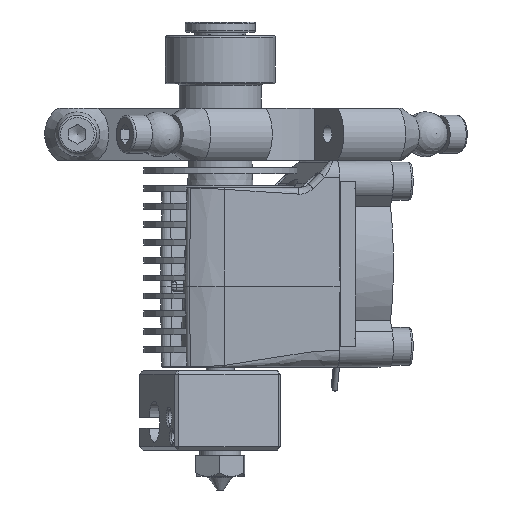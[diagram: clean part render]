
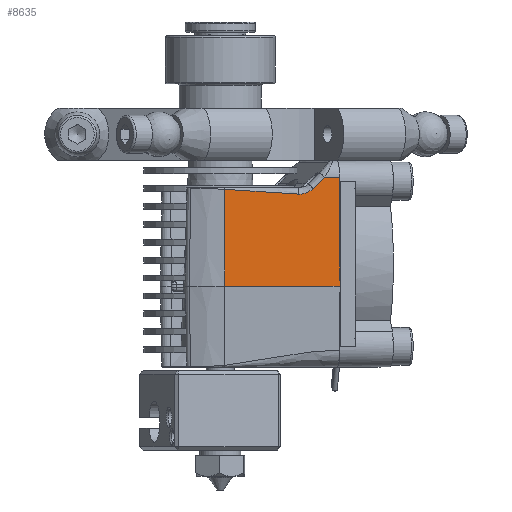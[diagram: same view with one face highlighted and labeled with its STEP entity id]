
A CAD part, left-side view. The second image highlights one B-rep face of the part: STEP entity #8635.
In plain terms, the highlighted face is planar.
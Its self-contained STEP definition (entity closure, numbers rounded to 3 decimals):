
#252=ELLIPSE('',#9680,2.556,2.211);
#384=B_SPLINE_CURVE_WITH_KNOTS('',3,(#16450,#16451,#16452,#16453),
 .UNSPECIFIED.,.F.,.F.,(4,4),(0.,1.),.UNSPECIFIED.);
#385=B_SPLINE_CURVE_WITH_KNOTS('',3,(#16457,#16458,#16459,#16460,#16461,
#16462,#16463,#16464,#16465,#16466,#16467,#16468,#16469,#16470,#16471,#16472,
#16473,#16474,#16475,#16476,#16477,#16478,#16479,#16480,#16481,#16482,#16483,
#16484,#16485,#16486,#16487,#16488,#16489,#16490,#16491,#16492,#16493,#16494,
#16495,#16496),.UNSPECIFIED.,.F.,.F.,(4,3,3,3,3,3,3,3,3,3,3,3,3,4),(0.,
0.248,0.25,0.5,0.502,
0.594,0.602,0.676,0.713,
0.731,0.741,0.748,0.75,
1.),.UNSPECIFIED.);
#621=LINE('',#15616,#1060);
#667=LINE('',#16444,#1106);
#669=LINE('',#16448,#1108);
#670=LINE('',#16497,#1109);
#1060=VECTOR('',#11623,1000.);
#1106=VECTOR('',#11737,1000.);
#1108=VECTOR('',#11741,1000.);
#1109=VECTOR('',#11744,1000.);
#1691=PLANE('',#9679);
#2586=FACE_OUTER_BOUND('',#3356,.T.);
#3356=EDGE_LOOP('',(#7383,#7384,#7385,#7386,#7387,#7388,#7389));
#4554=VERTEX_POINT('',#15613);
#4555=VERTEX_POINT('',#15615);
#4591=VERTEX_POINT('',#16443);
#4592=VERTEX_POINT('',#16447);
#4593=VERTEX_POINT('',#16449);
#4594=VERTEX_POINT('',#16454);
#4595=VERTEX_POINT('',#16456);
#5507=EDGE_CURVE('',#4554,#4555,#621,.T.);
#5586=EDGE_CURVE('',#4555,#4591,#667,.T.);
#5588=EDGE_CURVE('',#4554,#4592,#669,.T.);
#5589=EDGE_CURVE('',#4592,#4593,#384,.T.);
#5590=EDGE_CURVE('',#4593,#4594,#252,.T.);
#5591=EDGE_CURVE('',#4594,#4595,#385,.T.);
#5592=EDGE_CURVE('',#4595,#4591,#670,.T.);
#7383=ORIENTED_EDGE('',*,*,#5507,.F.);
#7384=ORIENTED_EDGE('',*,*,#5588,.T.);
#7385=ORIENTED_EDGE('',*,*,#5589,.T.);
#7386=ORIENTED_EDGE('',*,*,#5590,.T.);
#7387=ORIENTED_EDGE('',*,*,#5591,.T.);
#7388=ORIENTED_EDGE('',*,*,#5592,.T.);
#7389=ORIENTED_EDGE('',*,*,#5586,.F.);
#8635=ADVANCED_FACE('',(#2586),#1691,.T.);
#9679=AXIS2_PLACEMENT_3D('',#16446,#11739,#11740);
#9680=AXIS2_PLACEMENT_3D('',#16455,#11742,#11743);
#11623=DIRECTION('',(0.,-1.,-0.018));
#11737=DIRECTION('',(0.992,0.,0.125));
#11739=DIRECTION('center_axis',(0.125,0.017,-0.992));
#11740=DIRECTION('ref_axis',(-0.992,0.,-0.125));
#11741=DIRECTION('',(0.992,0.,0.125));
#11742=DIRECTION('center_axis',(-0.125,-0.017,
0.992));
#11743=DIRECTION('ref_axis',(0.918,-0.381,0.109));
#11744=DIRECTION('',(0.002,-1.,-0.017));
#15613=CARTESIAN_POINT('',(-15.,27.544,-14.722));
#15615=CARTESIAN_POINT('',(-15.,11.75,-15.));
#15616=CARTESIAN_POINT('',(-15.,27.544,-14.722));
#16443=CARTESIAN_POINT('',(1.631,11.75,-12.897));
#16444=CARTESIAN_POINT('',(1.631,11.75,-12.897));
#16446=CARTESIAN_POINT('Origin',(1.656,0.002,-13.101));
#16447=CARTESIAN_POINT('',(-12.811,27.544,-14.445));
#16448=CARTESIAN_POINT('',(1.596,27.544,-12.624));
#16449=CARTESIAN_POINT('',(-11.151,25.915,-14.264));
#16450=CARTESIAN_POINT('Ctrl Pts',(-12.811,27.544,-14.445));
#16451=CARTESIAN_POINT('Ctrl Pts',(-12.195,26.932,-14.378));
#16452=CARTESIAN_POINT('Ctrl Pts',(-11.642,26.389,-14.318));
#16453=CARTESIAN_POINT('Ctrl Pts',(-11.151,25.915,-14.264));
#16454=CARTESIAN_POINT('',(-9.058,25.112,-14.014));
#16455=CARTESIAN_POINT('Origin',(-9.424,27.374,-14.02));
#16456=CARTESIAN_POINT('',(1.6,25.805,-12.654));
#16457=CARTESIAN_POINT('Ctrl Pts',(-9.058,25.112,-14.014));
#16458=CARTESIAN_POINT('Ctrl Pts',(-8.255,25.144,-13.911));
#16459=CARTESIAN_POINT('Ctrl Pts',(-7.373,25.19,-13.799));
#16460=CARTESIAN_POINT('Ctrl Pts',(-6.413,25.25,-13.677));
#16461=CARTESIAN_POINT('Ctrl Pts',(-6.405,25.251,-13.676));
#16462=CARTESIAN_POINT('Ctrl Pts',(-6.395,25.252,-13.675));
#16463=CARTESIAN_POINT('Ctrl Pts',(-6.39,25.252,-13.674));
#16464=CARTESIAN_POINT('Ctrl Pts',(-5.681,25.297,-13.583));
#16465=CARTESIAN_POINT('Ctrl Pts',(-4.796,25.358,-13.47));
#16466=CARTESIAN_POINT('Ctrl Pts',(-3.733,25.436,-13.335));
#16467=CARTESIAN_POINT('Ctrl Pts',(-3.721,25.437,-13.333));
#16468=CARTESIAN_POINT('Ctrl Pts',(-3.719,25.437,-13.333));
#16469=CARTESIAN_POINT('Ctrl Pts',(-3.714,25.437,-13.332));
#16470=CARTESIAN_POINT('Ctrl Pts',(-3.545,25.45,-13.311));
#16471=CARTESIAN_POINT('Ctrl Pts',(-3.228,25.473,-13.27));
#16472=CARTESIAN_POINT('Ctrl Pts',(-2.76,25.508,-13.21));
#16473=CARTESIAN_POINT('Ctrl Pts',(-2.72,25.511,-13.205));
#16474=CARTESIAN_POINT('Ctrl Pts',(-2.676,25.514,-13.2));
#16475=CARTESIAN_POINT('Ctrl Pts',(-2.641,25.517,-13.195));
#16476=CARTESIAN_POINT('Ctrl Pts',(-2.308,25.541,-13.153));
#16477=CARTESIAN_POINT('Ctrl Pts',(-2.01,25.563,-13.115));
#16478=CARTESIAN_POINT('Ctrl Pts',(-1.747,25.583,-13.081));
#16479=CARTESIAN_POINT('Ctrl Pts',(-1.616,25.592,-13.064));
#16480=CARTESIAN_POINT('Ctrl Pts',(-1.493,25.601,-13.049));
#16481=CARTESIAN_POINT('Ctrl Pts',(-1.38,25.609,-13.034));
#16482=CARTESIAN_POINT('Ctrl Pts',(-1.323,25.613,-13.027));
#16483=CARTESIAN_POINT('Ctrl Pts',(-1.268,25.617,-13.02));
#16484=CARTESIAN_POINT('Ctrl Pts',(-1.216,25.621,-13.013));
#16485=CARTESIAN_POINT('Ctrl Pts',(-1.187,25.623,-13.01));
#16486=CARTESIAN_POINT('Ctrl Pts',(-1.16,25.625,-13.006));
#16487=CARTESIAN_POINT('Ctrl Pts',(-1.133,25.627,-13.003));
#16488=CARTESIAN_POINT('Ctrl Pts',(-1.114,25.628,-13.));
#16489=CARTESIAN_POINT('Ctrl Pts',(-1.096,25.63,-12.998));
#16490=CARTESIAN_POINT('Ctrl Pts',(-1.078,25.631,-12.996));
#16491=CARTESIAN_POINT('Ctrl Pts',(-1.074,25.631,-12.995));
#16492=CARTESIAN_POINT('Ctrl Pts',(-1.072,25.631,-12.995));
#16493=CARTESIAN_POINT('Ctrl Pts',(-1.065,25.632,-12.994));
#16494=CARTESIAN_POINT('Ctrl Pts',(-0.051,25.704,
-12.864));
#16495=CARTESIAN_POINT('Ctrl Pts',(0.837,25.762,-12.751));
#16496=CARTESIAN_POINT('Ctrl Pts',(1.6,25.805,-12.654));
#16497=CARTESIAN_POINT('',(1.656,0.002,-13.101));
